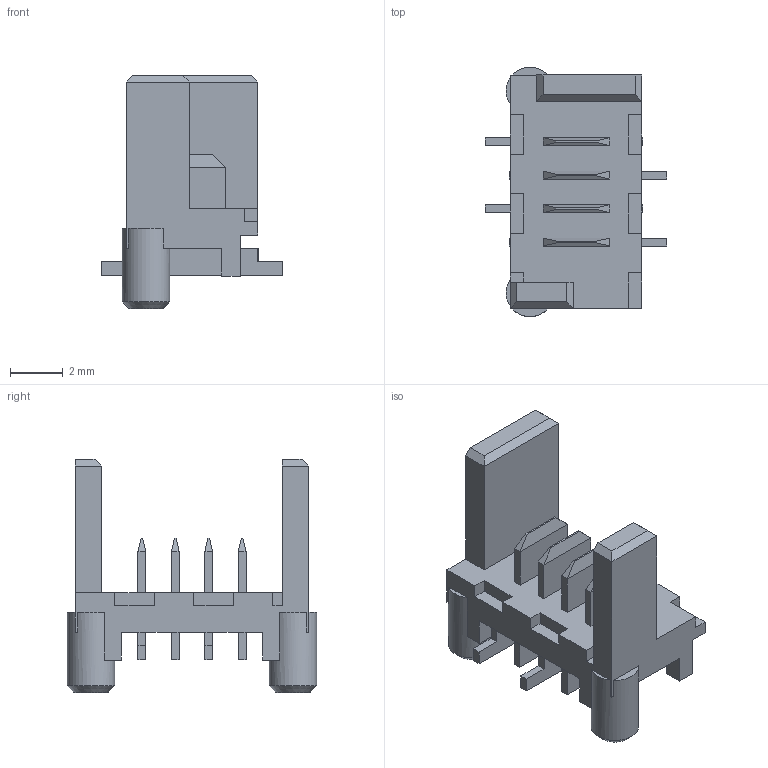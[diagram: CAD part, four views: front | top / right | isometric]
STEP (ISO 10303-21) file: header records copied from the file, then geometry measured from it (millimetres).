
FILE_DESCRIPTION(/* description */ ('model of Molex_Picoflex_90814_04x1.27mm_Straight_SMD'),/* implementation_level */ '2;1');
FILE_NAME(/* name */ 'Molex_Picoflex_90814_04x1.27mm_Straight_SMD.step',/* time_stamp */ '2017-08-11T16:33:28',/* author */ ('Stefan Olsson',''),/* organization */ (''),/* preprocessor_version */ '',/* originating_system */ '',/* authorisation */ '');
FILE_SCHEMA(('AUTOMOTIVE_DESIGN { 1 0 10303 214 1 1 1 1 }'));
Length unit declared in the file: millimetre
Products named in the file (1): Molex_Picoflex_90814_04
Bounding box: 6.9 x 9.47 x 8.85 mm (x, y, z)
Volume: 119.6 mm3; surface area: 343.8 mm2
Topology: 1 solids, 1 shells, 140 faces, 380 edges, 246 vertices
Faces by surface type: plane 136, cylinder 2, cone 2
Full cylindrical faces by diameter (mm): 1.8 x2
Entity records: 5297 total; most frequent: CARTESIAN_POINT 767, ORIENTED_EDGE 760, DIRECTION 678, EDGE_CURVE 380, LINE 364, VECTOR 364, VERTEX_POINT 246, AXIS2_PLACEMENT_3D 157
